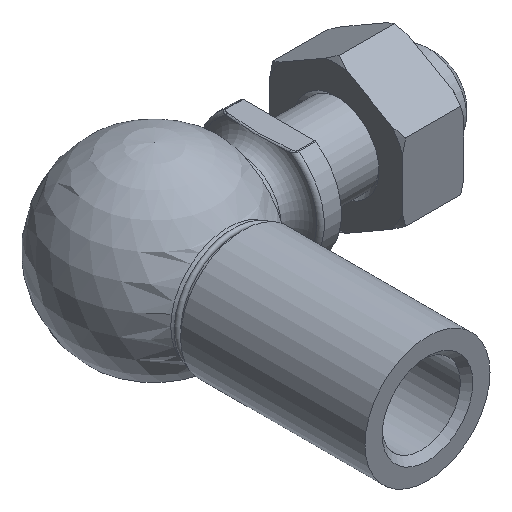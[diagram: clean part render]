
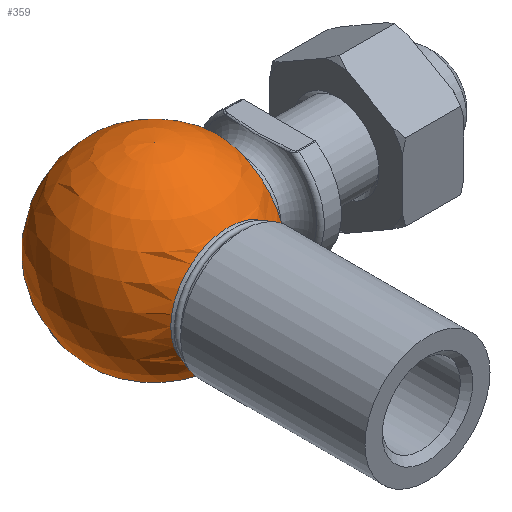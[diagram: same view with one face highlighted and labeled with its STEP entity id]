
A CAD part, isometric view. The second image highlights one B-rep face of the part: STEP entity #359.
In plain terms, the highlighted spherical face has radius 12 mm.
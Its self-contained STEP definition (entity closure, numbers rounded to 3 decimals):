
#8 = CARTESIAN_POINT ( 'NONE',  ( 6.389, -6.59, -7.73 ) ) ;
#51 = CARTESIAN_POINT ( 'NONE',  ( 6.858, -5.432, -8.214 ) ) ;
#67 = EDGE_LOOP ( 'NONE', ( #1845 ) ) ;
#71 = CARTESIAN_POINT ( 'NONE',  ( 7.346, -9.488, 0. ) ) ;
#122 = ORIENTED_EDGE ( 'NONE', *, *, #311, .F. ) ;
#172 = CARTESIAN_POINT ( 'NONE',  ( 6.366, 6.242, -8.033 ) ) ;
#207 = CARTESIAN_POINT ( 'NONE',  ( 6.939, 6.12, -7.642 ) ) ;
#221 = FACE_BOUND ( 'NONE', #1665, .T. ) ;
#248 = CARTESIAN_POINT ( 'NONE',  ( 7.005, -5.453, -8.074 ) ) ;
#294 = CARTESIAN_POINT ( 'NONE',  ( 6.543, -5.797, -8.223 ) ) ;
#311 = EDGE_CURVE ( 'NONE', #2217, #2217, #1072, .T. ) ;
#359 = ADVANCED_FACE ( 'NONE', ( #2181, #1258, #221, #1079 ), #1313, .T. ) ;
#411 = CARTESIAN_POINT ( 'NONE',  ( 7.009, 5.939, -7.722 ) ) ;
#425 = CARTESIAN_POINT ( 'NONE',  ( 7.05, 5.584, -7.945 ) ) ;
#435 = DIRECTION ( 'NONE',  ( 1., 0., 0. ) ) ;
#437 = CARTESIAN_POINT ( 'NONE',  ( 6.562, 6.598, -7.577 ) ) ;
#447 = CARTESIAN_POINT ( 'NONE',  ( 7.051, -5.602, -7.931 ) ) ;
#505 = CARTESIAN_POINT ( 'NONE',  ( 6.39, -6.16, -8.077 ) ) ;
#613 = CARTESIAN_POINT ( 'NONE',  ( 6.502, 6.62, -7.609 ) ) ;
#625 = CARTESIAN_POINT ( 'NONE',  ( 6.367, 6.541, -7.79 ) ) ;
#636 = CARTESIAN_POINT ( 'NONE',  ( 6.348, 6.469, -7.866 ) ) ;
#652 = CARTESIAN_POINT ( 'NONE',  ( 6.953, 5.419, -8.142 ) ) ;
#664 = CARTESIAN_POINT ( 'NONE',  ( 6.812, 5.46, -8.233 ) ) ;
#688 = CARTESIAN_POINT ( 'NONE',  ( 6.944, -5.413, -8.153 ) ) ;
#698 = CARTESIAN_POINT ( 'NONE',  ( 6.953, 5.419, -8.142 ) ) ;
#702 = B_SPLINE_CURVE_WITH_KNOTS ( 'NONE', 3,
 ( #1555, #1976, #8, #703, #1136, #1328, #505, #1568, #294, #2208, #1152, #2019, #2448, #51, #882, #688, #909, #248, #1309, #1105, #447, #1755, #2002, #1766, #2653, #1596, #894, #1118, #2236, #2192 ),
 .UNSPECIFIED., .T., .F.,
 ( 4, 2, 2, 2, 2, 2, 2, 2, 2, 2, 2, 2, 2, 2, 4 ),
 ( 0., 0., 0., 0.001, 0.001, 0.001, 0.002, 0.002, 0.002, 0.002, 0.002, 0.003, 0.003, 0.003, 0.003 ),
 .UNSPECIFIED. ) ;
#703 = CARTESIAN_POINT ( 'NONE',  ( 6.352, -6.503, -7.834 ) ) ;
#734 = ORIENTED_EDGE ( 'NONE', *, *, #738, .F. ) ;
#738 = EDGE_CURVE ( 'NONE', #2454, #2454, #2848, .T. ) ;
#770 = EDGE_CURVE ( 'NONE', #2262, #2262, #1083, .T. ) ;
#820 = CARTESIAN_POINT ( 'NONE',  ( 6.424, 6.612, -7.682 ) ) ;
#826 = EDGE_CURVE ( 'NONE', #1860, #1860, #702, .T. ) ;
#835 = CARTESIAN_POINT ( 'NONE',  ( 7.052, 5.642, -7.902 ) ) ;
#845 = DIRECTION ( 'NONE',  ( 1., 0., 0. ) ) ;
#873 = CARTESIAN_POINT ( 'NONE',  ( 6.899, 5.416, -8.19 ) ) ;
#882 = CARTESIAN_POINT ( 'NONE',  ( 6.888, -5.418, -8.197 ) ) ;
#894 = CARTESIAN_POINT ( 'NONE',  ( 6.708, -6.486, -7.546 ) ) ;
#909 = CARTESIAN_POINT ( 'NONE',  ( 6.968, -5.422, -8.127 ) ) ;
#997 = CARTESIAN_POINT ( 'NONE',  ( 6.482, -6.62, -7.626 ) ) ;
#1039 = DIRECTION ( 'NONE',  ( 1., 0., 0. ) ) ;
#1052 = CARTESIAN_POINT ( 'NONE',  ( 7.025, 5.481, -8.038 ) ) ;
#1064 = CARTESIAN_POINT ( 'NONE',  ( 6.502, 5.878, -8.197 ) ) ;
#1072 = B_SPLINE_CURVE_WITH_KNOTS ( 'NONE', 3,
 ( #1521, #1706, #873, #1950, #664, #2582, #1532, #2395, #1064, #1494, #172, #2838, #636, #625, #1692, #2367, #820, #1273, #613, #437, #1746, #1979, #2153, #1509, #2613, #2569, #207, #411, #2385, #835, #425, #1052, #1735, #652 ),
 .UNSPECIFIED., .T., .F.,
 ( 4, 2, 2, 2, 2, 2, 2, 2, 2, 2, 2, 2, 2, 2, 2, 2, 4 ),
 ( 0., 0., 0., 0., 0.001, 0.001, 0.001, 0.002, 0.002, 0.002, 0.002, 0.002, 0.002, 0.003, 0.003, 0.003, 0.003 ),
 .UNSPECIFIED. ) ;
#1079 = FACE_OUTER_BOUND ( 'NONE', #67, .T. ) ;
#1083 = CIRCLE ( 'NONE', #1413, 7.346 ) ;
#1105 = CARTESIAN_POINT ( 'NONE',  ( 7.046, -5.546, -7.975 ) ) ;
#1118 = CARTESIAN_POINT ( 'NONE',  ( 6.602, -6.578, -7.56 ) ) ;
#1136 = CARTESIAN_POINT ( 'NONE',  ( 6.348, -6.449, -7.881 ) ) ;
#1152 = CARTESIAN_POINT ( 'NONE',  ( 6.701, -5.566, -8.253 ) ) ;
#1224 = AXIS2_PLACEMENT_3D ( 'NONE', #2579, #435, #1530 ) ;
#1230 = EDGE_LOOP ( 'NONE', ( #122 ) ) ;
#1258 = FACE_BOUND ( 'NONE', #1230, .T. ) ;
#1273 = CARTESIAN_POINT ( 'NONE',  ( 6.473, 6.623, -7.631 ) ) ;
#1309 = CARTESIAN_POINT ( 'NONE',  ( 7.018, -5.474, -8.049 ) ) ;
#1313 = SPHERICAL_SURFACE ( 'NONE', #2552, 12. ) ;
#1328 = CARTESIAN_POINT ( 'NONE',  ( 6.357, -6.281, -8.01 ) ) ;
#1380 = CARTESIAN_POINT ( 'NONE',  ( 8., -8.944, 0. ) ) ;
#1413 = AXIS2_PLACEMENT_3D ( 'NONE', #1744, #1731, #845 ) ;
#1494 = CARTESIAN_POINT ( 'NONE',  ( 6.403, 6.119, -8.098 ) ) ;
#1509 = CARTESIAN_POINT ( 'NONE',  ( 6.81, 6.357, -7.565 ) ) ;
#1521 = CARTESIAN_POINT ( 'NONE',  ( 6.953, 5.419, -8.142 ) ) ;
#1530 = DIRECTION ( 'NONE',  ( 0., -1., 0. ) ) ;
#1532 = CARTESIAN_POINT ( 'NONE',  ( 6.688, 5.584, -8.252 ) ) ;
#1555 = CARTESIAN_POINT ( 'NONE',  ( 6.482, -6.62, -7.626 ) ) ;
#1568 = CARTESIAN_POINT ( 'NONE',  ( 6.483, -5.919, -8.183 ) ) ;
#1596 = CARTESIAN_POINT ( 'NONE',  ( 6.754, -6.431, -7.552 ) ) ;
#1665 = EDGE_LOOP ( 'NONE', ( #734 ) ) ;
#1692 = CARTESIAN_POINT ( 'NONE',  ( 6.376, 6.563, -7.764 ) ) ;
#1706 = CARTESIAN_POINT ( 'NONE',  ( 6.929, 5.412, -8.167 ) ) ;
#1731 = DIRECTION ( 'NONE',  ( 0., -1., 0. ) ) ;
#1735 = CARTESIAN_POINT ( 'NONE',  ( 7.002, 5.433, -8.091 ) ) ;
#1744 = CARTESIAN_POINT ( 'NONE',  ( 0., -9.488, 0. ) ) ;
#1746 = CARTESIAN_POINT ( 'NONE',  ( 6.591, 6.581, -7.566 ) ) ;
#1755 = CARTESIAN_POINT ( 'NONE',  ( 7.048, -5.775, -7.81 ) ) ;
#1766 = CARTESIAN_POINT ( 'NONE',  ( 6.935, -6.14, -7.631 ) ) ;
#1845 = ORIENTED_EDGE ( 'NONE', *, *, #770, .F. ) ;
#1860 = VERTEX_POINT ( 'NONE', #997 ) ;
#1939 = CARTESIAN_POINT ( 'NONE',  ( 0., 0., 0. ) ) ;
#1950 = CARTESIAN_POINT ( 'NONE',  ( 6.841, 5.441, -8.222 ) ) ;
#1976 = CARTESIAN_POINT ( 'NONE',  ( 6.426, -6.624, -7.67 ) ) ;
#1979 = CARTESIAN_POINT ( 'NONE',  ( 6.675, 6.519, -7.546 ) ) ;
#2002 = CARTESIAN_POINT ( 'NONE',  ( 7.02, -5.898, -7.742 ) ) ;
#2019 = CARTESIAN_POINT ( 'NONE',  ( 6.775, -5.492, -8.243 ) ) ;
#2153 = CARTESIAN_POINT ( 'NONE',  ( 6.724, 6.466, -7.548 ) ) ;
#2181 = FACE_BOUND ( 'NONE', #2337, .T. ) ;
#2192 = CARTESIAN_POINT ( 'NONE',  ( 6.482, -6.62, -7.626 ) ) ;
#2208 = CARTESIAN_POINT ( 'NONE',  ( 6.658, -5.622, -8.25 ) ) ;
#2217 = VERTEX_POINT ( 'NONE', #698 ) ;
#2236 = CARTESIAN_POINT ( 'NONE',  ( 6.538, -6.616, -7.581 ) ) ;
#2262 = VERTEX_POINT ( 'NONE', #71 ) ;
#2337 = EDGE_LOOP ( 'NONE', ( #2494 ) ) ;
#2367 = CARTESIAN_POINT ( 'NONE',  ( 6.405, 6.599, -7.709 ) ) ;
#2385 = CARTESIAN_POINT ( 'NONE',  ( 7.04, 5.817, -7.786 ) ) ;
#2395 = CARTESIAN_POINT ( 'NONE',  ( 6.566, 5.755, -8.234 ) ) ;
#2448 = CARTESIAN_POINT ( 'NONE',  ( 6.802, -5.468, -8.236 ) ) ;
#2454 = VERTEX_POINT ( 'NONE', #1380 ) ;
#2494 = ORIENTED_EDGE ( 'NONE', *, *, #826, .F. ) ;
#2552 = AXIS2_PLACEMENT_3D ( 'NONE', #1939, #2856, #1039 ) ;
#2569 = CARTESIAN_POINT ( 'NONE',  ( 6.911, 6.18, -7.619 ) ) ;
#2579 = CARTESIAN_POINT ( 'NONE',  ( 8., 0., 0. ) ) ;
#2582 = CARTESIAN_POINT ( 'NONE',  ( 6.733, 5.528, -8.253 ) ) ;
#2613 = CARTESIAN_POINT ( 'NONE',  ( 6.847, 6.298, -7.58 ) ) ;
#2653 = CARTESIAN_POINT ( 'NONE',  ( 6.876, -6.261, -7.586 ) ) ;
#2838 = CARTESIAN_POINT ( 'NONE',  ( 6.348, 6.413, -7.911 ) ) ;
#2848 = CIRCLE ( 'NONE', #1224, 8.944 ) ;
#2856 = DIRECTION ( 'NONE',  ( 0., 0., 1. ) ) ;
